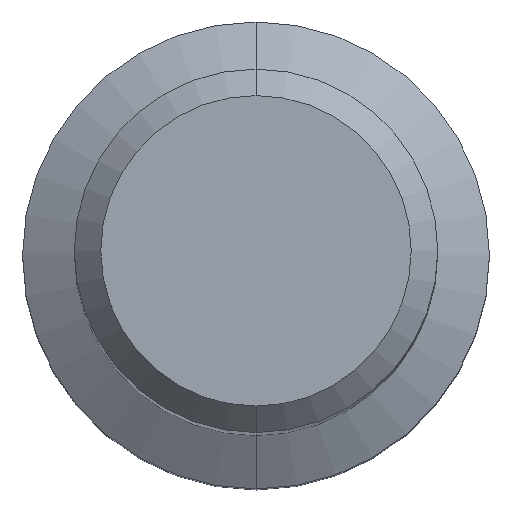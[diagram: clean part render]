
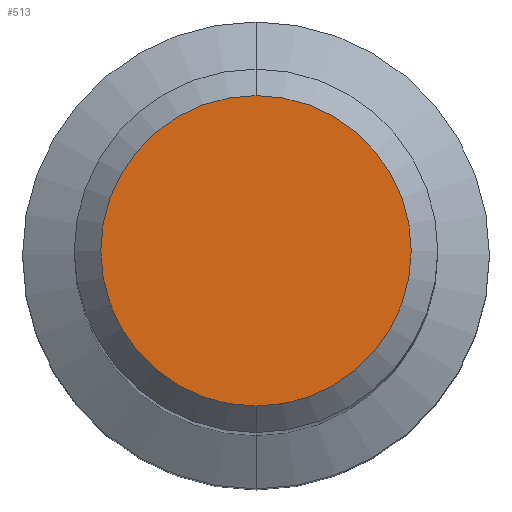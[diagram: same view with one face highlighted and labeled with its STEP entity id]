
A CAD part, top view. The second image highlights one B-rep face of the part: STEP entity #513.
In plain terms, the highlighted planar face has unit normal (0, 0, 1).
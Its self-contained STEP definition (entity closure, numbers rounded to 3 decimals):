
#249=VERTEX_POINT('',#640);
#305=EDGE_CURVE('',#307,#249,#704,.T.);
#307=VERTEX_POINT('',#706);
#513=ADVANCED_FACE('',(#932),#933,.T.);
#531=EDGE_CURVE('',#249,#307,#955,.T.);
#640=CARTESIAN_POINT('',(0.,-4.655,0.0));
#704=CIRCLE('',#1219,4.655);
#706=CARTESIAN_POINT('',(0.0,4.655,0.0));
#932=FACE_OUTER_BOUND('',#1642,.T.);
#933=PLANE('',#1643);
#955=CIRCLE('',#1674,4.655);
#1219=AXIS2_PLACEMENT_3D('',#1934,#1935,#1936);
#1642=EDGE_LOOP('',(#2191,#2192));
#1643=AXIS2_PLACEMENT_3D('',#2193,#2194,#2195);
#1674=AXIS2_PLACEMENT_3D('',#2229,#2230,#2231);
#1934=CARTESIAN_POINT('',(0.0,0.0,0.0));
#1935=DIRECTION('',(0.0,0.0,-1.0));
#1936=DIRECTION('',(0.0,1.0,0.0));
#2191=ORIENTED_EDGE('',*,*,#305,.F.);
#2192=ORIENTED_EDGE('',*,*,#531,.F.);
#2193=CARTESIAN_POINT('',(0.0,2.327,0.0));
#2194=DIRECTION('',(-0.0,0.0,1.0));
#2195=DIRECTION('',(0.0,-1.0,0.0));
#2229=CARTESIAN_POINT('',(0.0,0.0,0.0));
#2230=DIRECTION('',(0.0,0.0,-1.0));
#2231=DIRECTION('',(0.0,1.0,0.0));
